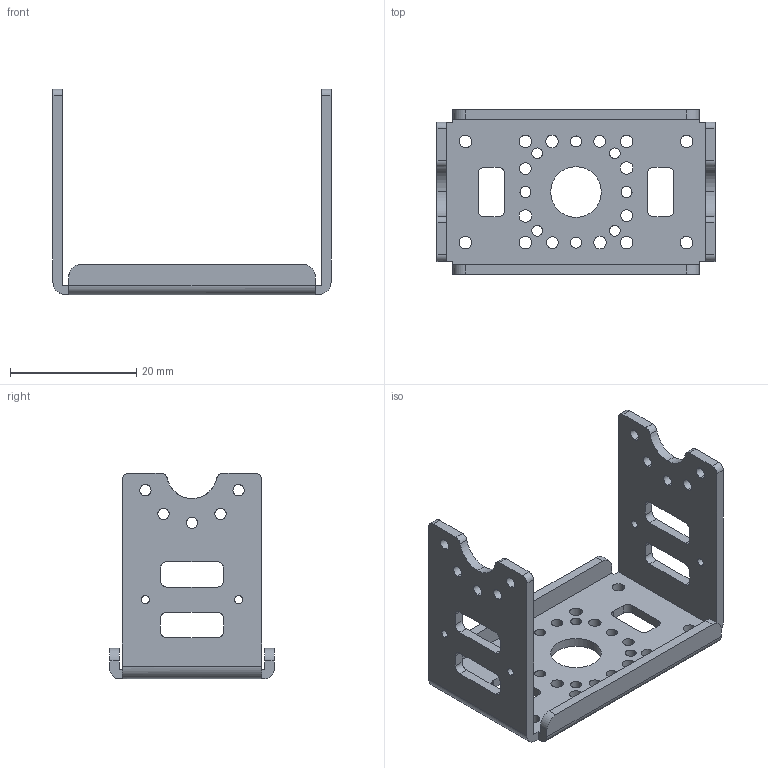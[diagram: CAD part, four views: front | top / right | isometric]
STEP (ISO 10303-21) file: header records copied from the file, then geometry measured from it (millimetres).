
FILE_DESCRIPTION(('CATIA V5 STEP Exchange'),'2;1');
FILE_NAME('FR07-H101K.stp','2023-06-06T10:28:47+00:00',('none'),('none'),'CATIA Version 5 Release 20 GA (IN-10)','CATIA V5 STEP AP203','none');
FILE_SCHEMA(('CONFIG_CONTROL_DESIGN'));
Length unit declared in the file: millimetre
Products named in the file (1): FR07-H101K
Bounding box: 44 x 26 x 32.5 mm (x, y, z)
Volume: 3406.5 mm3; surface area: 5553.8 mm2
Topology: 1 solids, 1 shells, 170 faces, 504 edges, 336 vertices
Faces by surface type: cylinder 122, plane 48
Entity records: 6966 total; most frequent: CARTESIAN_POINT 2341, ORIENTED_EDGE 1008, DIRECTION 767, EDGE_CURVE 504, AXIS2_PLACEMENT_3D 338, VERTEX_POINT 336, VECTOR 260, EDGE_LOOP 260
